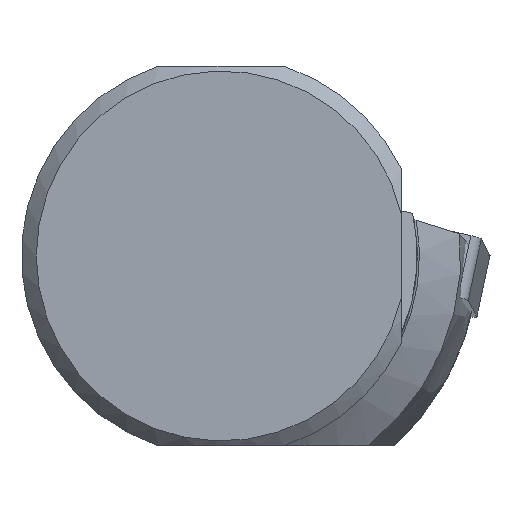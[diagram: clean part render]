
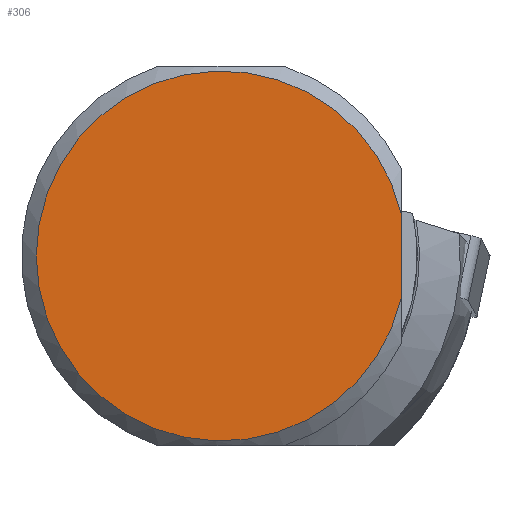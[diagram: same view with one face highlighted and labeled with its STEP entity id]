
A CAD part, left-side view. The second image highlights one B-rep face of the part: STEP entity #306.
In plain terms, the highlighted planar face has unit normal (-1, 0, 0).
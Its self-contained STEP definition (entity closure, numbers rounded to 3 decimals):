
#230=FACE_OUTER_BOUND('',#432,.T.);
#306=ADVANCED_FACE('',(#230),#345,.T.);
#345=PLANE('',#1536);
#432=EDGE_LOOP('',(#850,#851));
#493=CIRCLE('',#1534,18.5);
#850=ORIENTED_EDGE('',*,*,#1228,.F.);
#851=ORIENTED_EDGE('',*,*,#1190,.F.);
#1010=VERTEX_POINT('',#2420);
#1011=VERTEX_POINT('',#2422);
#1190=EDGE_CURVE('',#1010,#1011,#1307,.T.);
#1228=EDGE_CURVE('',#1011,#1010,#493,.T.);
#1307=LINE('',#2421,#1389);
#1389=VECTOR('',#1832,1.);
#1534=AXIS2_PLACEMENT_3D('',#2557,#1890,#1891);
#1536=AXIS2_PLACEMENT_3D('',#2559,#1894,#1895);
#1832=DIRECTION('',(0.,0.,-1.));
#1890=DIRECTION('',(1.,0.,0.));
#1891=DIRECTION('',(0.,0.,-1.));
#1894=DIRECTION('',(-1.,0.,0.));
#1895=DIRECTION('',(0.,0.,-1.));
#2420=CARTESIAN_POINT('',(-301.633,8.967,4.374));
#2421=CARTESIAN_POINT('',(-301.633,8.967,20.102));
#2422=CARTESIAN_POINT('',(-301.633,8.967,-4.17));
#2557=CARTESIAN_POINT('',(-301.633,26.967,0.102));
#2559=CARTESIAN_POINT('',(-301.633,6.967,0.102));
